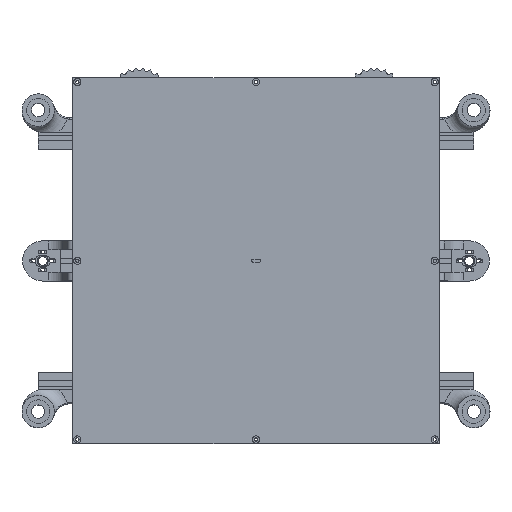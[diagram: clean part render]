
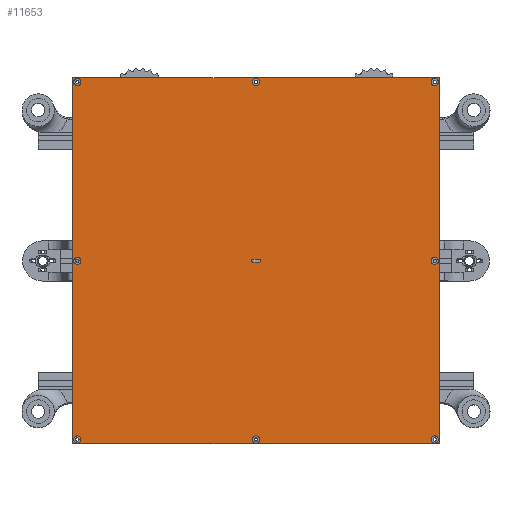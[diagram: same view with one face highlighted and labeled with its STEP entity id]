
A CAD part, top view. The second image highlights one B-rep face of the part: STEP entity #11653.
In plain terms, the highlighted planar face has unit normal (0, 0, 1).
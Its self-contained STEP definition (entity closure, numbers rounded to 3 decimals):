
#446=FACE_BOUND('',#1617,.T.);
#447=FACE_BOUND('',#1618,.T.);
#448=FACE_BOUND('',#1619,.T.);
#449=FACE_BOUND('',#1620,.T.);
#450=FACE_BOUND('',#1621,.T.);
#451=FACE_BOUND('',#1622,.T.);
#452=FACE_BOUND('',#1623,.T.);
#453=FACE_BOUND('',#1624,.T.);
#454=FACE_BOUND('',#1625,.T.);
#560=PLANE('',#12481);
#946=FACE_OUTER_BOUND('',#1616,.T.);
#1616=EDGE_LOOP('',(#7982,#7983,#7984,#7985));
#1617=EDGE_LOOP('',(#7986));
#1618=EDGE_LOOP('',(#7987));
#1619=EDGE_LOOP('',(#7988));
#1620=EDGE_LOOP('',(#7989));
#1621=EDGE_LOOP('',(#7990));
#1622=EDGE_LOOP('',(#7991));
#1623=EDGE_LOOP('',(#7992));
#1624=EDGE_LOOP('',(#7993));
#1625=EDGE_LOOP('',(#7994,#7995,#7996,#7997));
#2376=LINE('',#17166,#3495);
#2377=LINE('',#17168,#3496);
#2378=LINE('',#17170,#3497);
#2379=LINE('',#17171,#3498);
#2380=LINE('',#17174,#3499);
#2381=LINE('',#17178,#3500);
#3495=VECTOR('',#13711,10.);
#3496=VECTOR('',#13712,10.);
#3497=VECTOR('',#13713,10.);
#3498=VECTOR('',#13714,10.);
#3499=VECTOR('',#13715,10.);
#3500=VECTOR('',#13718,10.);
#4606=CIRCLE('',#12442,3.25);
#4609=CIRCLE('',#12447,3.25);
#4612=CIRCLE('',#12452,3.25);
#4615=CIRCLE('',#12457,3.25);
#4618=CIRCLE('',#12462,3.25);
#4621=CIRCLE('',#12467,3.25);
#4624=CIRCLE('',#12472,3.25);
#4627=CIRCLE('',#12477,3.25);
#4630=CIRCLE('',#12482,1.25);
#4631=CIRCLE('',#12483,1.25);
#5064=VERTEX_POINT('',#17092);
#5067=VERTEX_POINT('',#17101);
#5070=VERTEX_POINT('',#17110);
#5073=VERTEX_POINT('',#17119);
#5076=VERTEX_POINT('',#17128);
#5079=VERTEX_POINT('',#17137);
#5082=VERTEX_POINT('',#17146);
#5085=VERTEX_POINT('',#17155);
#5088=VERTEX_POINT('',#17164);
#5089=VERTEX_POINT('',#17165);
#5090=VERTEX_POINT('',#17167);
#5091=VERTEX_POINT('',#17169);
#5092=VERTEX_POINT('',#17172);
#5093=VERTEX_POINT('',#17173);
#5094=VERTEX_POINT('',#17175);
#5095=VERTEX_POINT('',#17177);
#6196=EDGE_CURVE('',#5064,#5064,#4606,.T.);
#6200=EDGE_CURVE('',#5067,#5067,#4609,.T.);
#6204=EDGE_CURVE('',#5070,#5070,#4612,.T.);
#6208=EDGE_CURVE('',#5073,#5073,#4615,.T.);
#6212=EDGE_CURVE('',#5076,#5076,#4618,.T.);
#6216=EDGE_CURVE('',#5079,#5079,#4621,.T.);
#6220=EDGE_CURVE('',#5082,#5082,#4624,.T.);
#6224=EDGE_CURVE('',#5085,#5085,#4627,.T.);
#6228=EDGE_CURVE('',#5088,#5089,#2376,.T.);
#6229=EDGE_CURVE('',#5090,#5088,#2377,.T.);
#6230=EDGE_CURVE('',#5091,#5090,#2378,.T.);
#6231=EDGE_CURVE('',#5089,#5091,#2379,.T.);
#6232=EDGE_CURVE('',#5092,#5093,#2380,.T.);
#6233=EDGE_CURVE('',#5094,#5092,#4630,.T.);
#6234=EDGE_CURVE('',#5095,#5094,#2381,.T.);
#6235=EDGE_CURVE('',#5093,#5095,#4631,.T.);
#7982=ORIENTED_EDGE('',*,*,#6228,.F.);
#7983=ORIENTED_EDGE('',*,*,#6229,.F.);
#7984=ORIENTED_EDGE('',*,*,#6230,.F.);
#7985=ORIENTED_EDGE('',*,*,#6231,.F.);
#7986=ORIENTED_EDGE('',*,*,#6196,.T.);
#7987=ORIENTED_EDGE('',*,*,#6200,.T.);
#7988=ORIENTED_EDGE('',*,*,#6204,.T.);
#7989=ORIENTED_EDGE('',*,*,#6208,.T.);
#7990=ORIENTED_EDGE('',*,*,#6212,.T.);
#7991=ORIENTED_EDGE('',*,*,#6216,.T.);
#7992=ORIENTED_EDGE('',*,*,#6220,.T.);
#7993=ORIENTED_EDGE('',*,*,#6224,.T.);
#7994=ORIENTED_EDGE('',*,*,#6232,.F.);
#7995=ORIENTED_EDGE('',*,*,#6233,.F.);
#7996=ORIENTED_EDGE('',*,*,#6234,.F.);
#7997=ORIENTED_EDGE('',*,*,#6235,.F.);
#11653=ADVANCED_FACE('',(#946,#446,#447,#448,#449,#450,#451,#452,#453,#454),
#560,.T.);
#12442=AXIS2_PLACEMENT_3D('',#17093,#13623,#13624);
#12447=AXIS2_PLACEMENT_3D('',#17102,#13634,#13635);
#12452=AXIS2_PLACEMENT_3D('',#17111,#13645,#13646);
#12457=AXIS2_PLACEMENT_3D('',#17120,#13656,#13657);
#12462=AXIS2_PLACEMENT_3D('',#17129,#13667,#13668);
#12467=AXIS2_PLACEMENT_3D('',#17138,#13678,#13679);
#12472=AXIS2_PLACEMENT_3D('',#17147,#13689,#13690);
#12477=AXIS2_PLACEMENT_3D('',#17156,#13700,#13701);
#12481=AXIS2_PLACEMENT_3D('',#17163,#13709,#13710);
#12482=AXIS2_PLACEMENT_3D('',#17176,#13716,#13717);
#12483=AXIS2_PLACEMENT_3D('',#17179,#13719,#13720);
#13623=DIRECTION('center_axis',(0.,0.,-1.));
#13624=DIRECTION('ref_axis',(-1.,0.,0.));
#13634=DIRECTION('center_axis',(0.,0.,-1.));
#13635=DIRECTION('ref_axis',(-1.,0.,0.));
#13645=DIRECTION('center_axis',(0.,0.,-1.));
#13646=DIRECTION('ref_axis',(-1.,0.,0.));
#13656=DIRECTION('center_axis',(0.,0.,-1.));
#13657=DIRECTION('ref_axis',(-1.,0.,0.));
#13667=DIRECTION('center_axis',(0.,0.,-1.));
#13668=DIRECTION('ref_axis',(-1.,0.,0.));
#13678=DIRECTION('center_axis',(0.,0.,-1.));
#13679=DIRECTION('ref_axis',(-1.,0.,0.));
#13689=DIRECTION('center_axis',(0.,0.,-1.));
#13690=DIRECTION('ref_axis',(-1.,0.,0.));
#13700=DIRECTION('center_axis',(0.,0.,-1.));
#13701=DIRECTION('ref_axis',(-1.,0.,0.));
#13709=DIRECTION('center_axis',(0.,0.,1.));
#13710=DIRECTION('ref_axis',(0.,1.,0.));
#13711=DIRECTION('',(1.,0.,0.));
#13712=DIRECTION('',(0.,1.,0.));
#13713=DIRECTION('',(-1.,0.,0.));
#13714=DIRECTION('',(0.,-1.,0.));
#13715=DIRECTION('',(1.,0.,0.));
#13716=DIRECTION('center_axis',(0.,0.,1.));
#13717=DIRECTION('ref_axis',(0.,1.,0.));
#13718=DIRECTION('',(-1.,0.,0.));
#13719=DIRECTION('center_axis',(0.,0.,1.));
#13720=DIRECTION('ref_axis',(0.,-1.,0.));
#17092=CARTESIAN_POINT('',(7.25,164.,3.));
#17093=CARTESIAN_POINT('Origin',(4.,164.,3.));
#17101=CARTESIAN_POINT('',(7.25,324.,3.));
#17102=CARTESIAN_POINT('Origin',(4.,324.,3.));
#17110=CARTESIAN_POINT('',(167.25,324.,3.));
#17111=CARTESIAN_POINT('Origin',(164.,324.,3.));
#17119=CARTESIAN_POINT('',(327.25,324.,3.));
#17120=CARTESIAN_POINT('Origin',(324.,324.,3.));
#17128=CARTESIAN_POINT('',(327.25,164.,3.));
#17129=CARTESIAN_POINT('Origin',(324.,164.,3.));
#17137=CARTESIAN_POINT('',(327.25,4.,3.));
#17138=CARTESIAN_POINT('Origin',(324.,4.,3.));
#17146=CARTESIAN_POINT('',(167.25,4.,3.));
#17147=CARTESIAN_POINT('Origin',(164.,4.,3.));
#17155=CARTESIAN_POINT('',(7.25,4.,3.));
#17156=CARTESIAN_POINT('Origin',(4.,4.,3.));
#17163=CARTESIAN_POINT('Origin',(164.,164.,3.));
#17164=CARTESIAN_POINT('',(0.,328.,3.));
#17165=CARTESIAN_POINT('',(328.,328.,3.));
#17166=CARTESIAN_POINT('',(164.,328.,3.));
#17167=CARTESIAN_POINT('',(0.,0.,3.));
#17168=CARTESIAN_POINT('',(0.,164.,3.));
#17169=CARTESIAN_POINT('',(328.,0.,3.));
#17170=CARTESIAN_POINT('',(164.,0.,3.));
#17171=CARTESIAN_POINT('',(328.,164.,3.));
#17172=CARTESIAN_POINT('',(161.25,162.75,3.));
#17173=CARTESIAN_POINT('',(166.75,162.75,3.));
#17174=CARTESIAN_POINT('',(165.375,162.75,3.));
#17175=CARTESIAN_POINT('',(161.25,165.25,3.));
#17176=CARTESIAN_POINT('Origin',(161.25,164.,3.));
#17177=CARTESIAN_POINT('',(166.75,165.25,3.));
#17178=CARTESIAN_POINT('',(162.625,165.25,3.));
#17179=CARTESIAN_POINT('Origin',(166.75,164.,3.));
